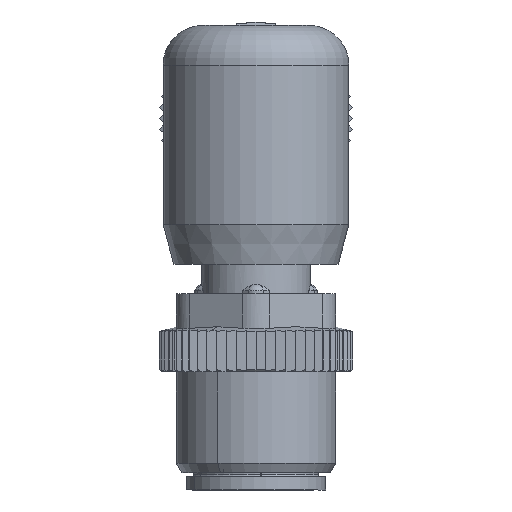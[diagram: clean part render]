
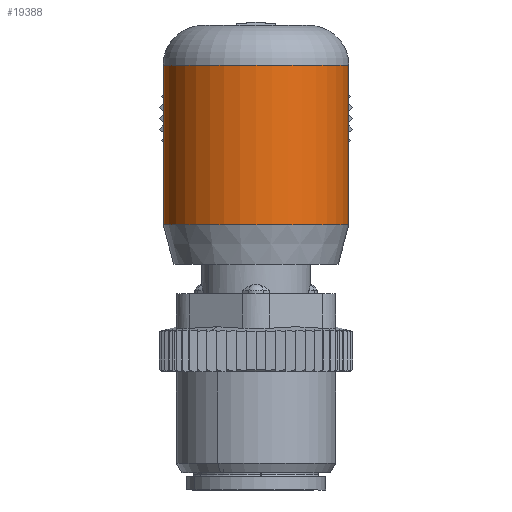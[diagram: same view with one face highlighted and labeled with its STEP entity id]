
A CAD part, front view. The second image highlights one B-rep face of the part: STEP entity #19388.
In plain terms, the highlighted cylindrical face has radius 7 mm (diameter 14 mm), a partial arc.
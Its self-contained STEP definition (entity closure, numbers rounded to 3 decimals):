
#19317=AXIS2_PLACEMENT_3D('Circle Axis2P3D',#19315,#19316,$) ;
#19361=AXIS2_PLACEMENT_3D('Cylinder Axis2P3D',#19358,#19359,#19360) ;
#19379=AXIS2_PLACEMENT_3D('Circle Axis2P3D',#19377,#19378,$) ;
#19312=CARTESIAN_POINT('Vertex',(0.3,7.261,32.)) ;
#19315=CARTESIAN_POINT('Axis2P3D Location',(7.3,7.261,32.)) ;
#19319=CARTESIAN_POINT('Vertex',(14.3,7.261,32.)) ;
#19358=CARTESIAN_POINT('Axis2P3D Location',(7.3,7.261,28.)) ;
#19363=CARTESIAN_POINT('Line Origine',(14.3,7.261,28.)) ;
#19367=CARTESIAN_POINT('Vertex',(14.3,7.261,20.)) ;
#19370=CARTESIAN_POINT('Line Origine',(0.3,7.261,28.)) ;
#19374=CARTESIAN_POINT('Vertex',(0.3,7.261,20.)) ;
#19377=CARTESIAN_POINT('Axis2P3D Location',(7.3,7.261,20.)) ;
#19316=DIRECTION('Axis2P3D Direction',(0.,0.,1.)) ;
#19359=DIRECTION('Axis2P3D Direction',(0.,0.,1.)) ;
#19360=DIRECTION('Axis2P3D XDirection',(1.,0.,0.)) ;
#19364=DIRECTION('Vector Direction',(0.,0.,1.)) ;
#19371=DIRECTION('Vector Direction',(0.,0.,1.)) ;
#19378=DIRECTION('Axis2P3D Direction',(0.,0.,1.)) ;
#19365=VECTOR('Line Direction',#19364,1.) ;
#19372=VECTOR('Line Direction',#19371,1.) ;
#19383=ORIENTED_EDGE('',*,*,#19369,.T.) ;
#19384=ORIENTED_EDGE('',*,*,#19321,.F.) ;
#19385=ORIENTED_EDGE('',*,*,#19376,.F.) ;
#19386=ORIENTED_EDGE('',*,*,#19381,.T.) ;
#19388=ADVANCED_FACE('Hauptk\X2\00F6\X0\rper',(#19387),#19362,.T.) ;
#19318=CIRCLE('generated circle',#19317,7.) ;
#19380=CIRCLE('generated circle',#19379,7.) ;
#19362=CYLINDRICAL_SURFACE('generated cylinder',#19361,7.) ;
#19321=EDGE_CURVE('',#19313,#19320,#19318,.T.) ;
#19369=EDGE_CURVE('',#19368,#19320,#19366,.T.) ;
#19376=EDGE_CURVE('',#19375,#19313,#19373,.T.) ;
#19381=EDGE_CURVE('',#19375,#19368,#19380,.T.) ;
#19382=EDGE_LOOP('',(#19383,#19384,#19385,#19386)) ;
#19387=FACE_OUTER_BOUND('',#19382,.T.) ;
#19366=LINE('Line',#19363,#19365) ;
#19373=LINE('Line',#19370,#19372) ;
#19313=VERTEX_POINT('',#19312) ;
#19320=VERTEX_POINT('',#19319) ;
#19368=VERTEX_POINT('',#19367) ;
#19375=VERTEX_POINT('',#19374) ;
